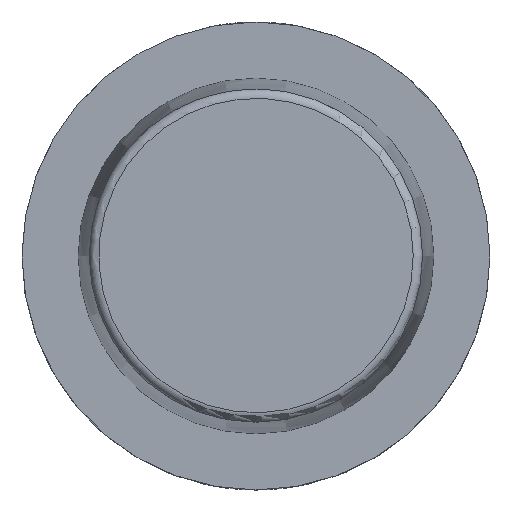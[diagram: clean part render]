
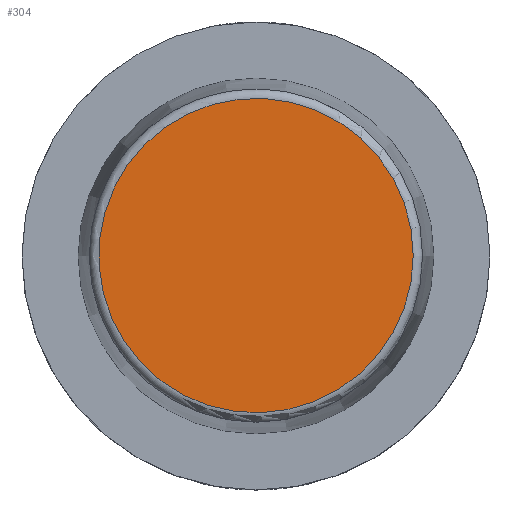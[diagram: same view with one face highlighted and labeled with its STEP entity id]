
A CAD part, top view. The second image highlights one B-rep face of the part: STEP entity #304.
In plain terms, the highlighted planar face has unit normal (0, 0, 1).
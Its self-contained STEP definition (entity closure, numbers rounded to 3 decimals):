
#119=FACE_OUTER_BOUND('',#433,.T.);
#304=ADVANCED_FACE('',(#119),#326,.F.);
#326=PLANE('',#1102);
#433=EDGE_LOOP('',(#691));
#691=ORIENTED_EDGE('',*,*,#915,.F.);
#786=VERTEX_POINT('',#1934);
#915=EDGE_CURVE('',#786,#786,#965,.T.);
#965=CIRCLE('',#1101,33.599);
#1101=AXIS2_PLACEMENT_3D('',#1933,#1369,#1370);
#1102=AXIS2_PLACEMENT_3D('',#1935,#1371,#1372);
#1369=DIRECTION('',(0.,0.,-1.));
#1370=DIRECTION('',(1.,0.,0.));
#1371=DIRECTION('',(0.,0.,-1.));
#1372=DIRECTION('',(1.,0.,0.));
#1933=CARTESIAN_POINT('',(0.,0.,50.));
#1934=CARTESIAN_POINT('',(-14.42,30.347,50.));
#1935=CARTESIAN_POINT('',(0.,0.,50.));
